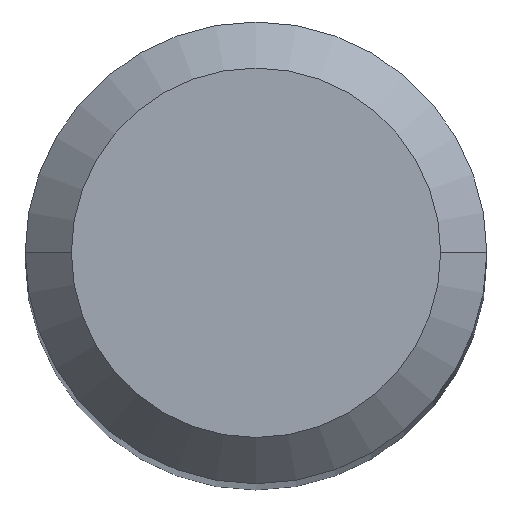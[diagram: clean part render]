
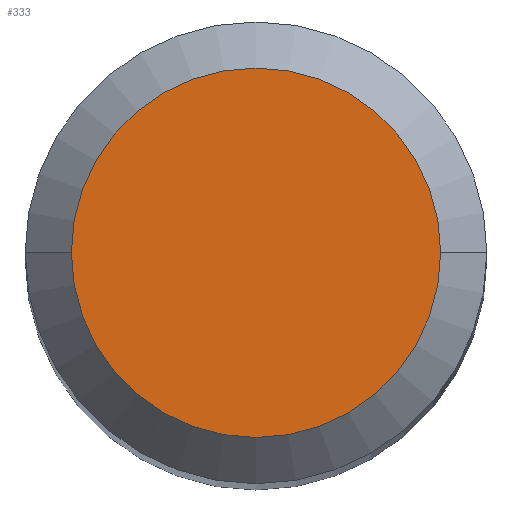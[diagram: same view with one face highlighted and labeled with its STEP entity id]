
A CAD part, top view. The second image highlights one B-rep face of the part: STEP entity #333.
In plain terms, the highlighted planar face has unit normal (0, 0, 1).
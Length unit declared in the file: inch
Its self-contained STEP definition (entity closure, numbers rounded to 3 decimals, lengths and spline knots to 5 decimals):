
#4 = CIRCLE ( 'NONE', #134, 0.04724 ) ;
#20 = AXIS2_PLACEMENT_3D ( 'NONE', #68, #125, #269 ) ;
#68 = CARTESIAN_POINT ( 'NONE',  ( 0., 0., 0. ) ) ;
#96 = DIRECTION ( 'NONE',  ( 0., 0., 1. ) ) ;
#125 = DIRECTION ( 'NONE',  ( 0., 0., -1. ) ) ;
#134 = AXIS2_PLACEMENT_3D ( 'NONE', #242, #357, #280 ) ;
#135 = CARTESIAN_POINT ( 'NONE',  ( 0., 0., 0. ) ) ;
#168 = CARTESIAN_POINT ( 'NONE',  ( -0.04724, 0., 0. ) ) ;
#188 = ORIENTED_EDGE ( 'NONE', *, *, #412, .T. ) ;
#194 = EDGE_CURVE ( 'NONE', #320, #258, #4, .T. ) ;
#202 = EDGE_LOOP ( 'NONE', ( #188, #388 ) ) ;
#204 = CARTESIAN_POINT ( 'NONE',  ( 0.04724, 0., 0. ) ) ;
#209 = DIRECTION ( 'NONE',  ( 1., 0., 0. ) ) ;
#242 = CARTESIAN_POINT ( 'NONE',  ( 0., 0., 0. ) ) ;
#258 = VERTEX_POINT ( 'NONE', #168 ) ;
#269 = DIRECTION ( 'NONE',  ( -1., 0., 0. ) ) ;
#280 = DIRECTION ( 'NONE',  ( 1., 0., 0. ) ) ;
#281 = FACE_OUTER_BOUND ( 'NONE', #202, .T. ) ;
#308 = PLANE ( 'NONE',  #20 ) ;
#320 = VERTEX_POINT ( 'NONE', #204 ) ;
#333 = ADVANCED_FACE ( 'NONE', ( #281 ), #308, .F. ) ;
#334 = AXIS2_PLACEMENT_3D ( 'NONE', #135, #96, #209 ) ;
#357 = DIRECTION ( 'NONE',  ( 0., 0., 1. ) ) ;
#384 = CIRCLE ( 'NONE', #334, 0.04724 ) ;
#388 = ORIENTED_EDGE ( 'NONE', *, *, #194, .T. ) ;
#412 = EDGE_CURVE ( 'NONE', #258, #320, #384, .T. ) ;
